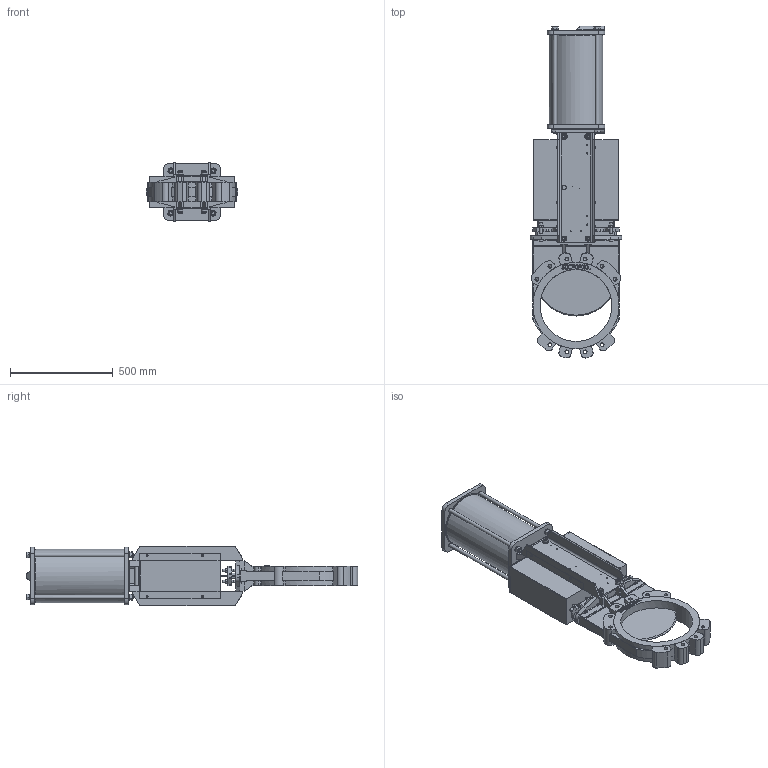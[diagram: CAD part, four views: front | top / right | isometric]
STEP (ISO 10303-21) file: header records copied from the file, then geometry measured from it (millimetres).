
FILE_DESCRIPTION(/* description */ (''),/* implementation_level */ '2;1');
FILE_NAME(/* name */ 'S170-172-176-178-VG-PN-DN350.stp',/* time_stamp */ '2015-01-06T14:57:27+01:00',/* author */ ('fballet'),/* organization */ (''),/* preprocessor_version */ 'ST-DEVELOPER v15.2',/* originating_system */ 'Autodesk Inventor 2014',/* authorisation */ '');
FILE_SCHEMA (('AUTOMOTIVE_DESIGN { 1 0 10303 214 3 1 1 }'));
Length unit declared in the file: millimetre
Products named in the file (1): S170-172-176-178-VG-PN-DN350
Bounding box: 445 x 1617.8 x 290 mm (x, y, z)
Volume: 67731872.2 mm3; surface area: 2710402.3 mm2
Topology: 21 solids, 21 shells, 1690 faces, 4339 edges, 2739 vertices
Faces by surface type: plane 791, cylinder 466, cone 311, bspline 78, torus 40, sphere 4
Full cylindrical faces by diameter (mm): 3.5 x4, 4.2 x12, 5 x8, 6 x4, 6.5 x8, 8.5 x8, 10.2 x8, 12 x24, 13 x8, 14 x4, 16 x8, 17 x2, 17.5 x20, 18 x20, 18.2 x8, 20 x9, 24 x14, 27.2 x8, 30 x2, 262 x1, 273 x2, 350 x1, 420 x2
Entity records: 50746 total; most frequent: CARTESIAN_POINT 12010, DIRECTION 7918, ORIENTED_EDGE 7786, EDGE_CURVE 3893, AXIS2_PLACEMENT_3D 3090, VERTEX_POINT 2572, EDGE_LOOP 2121, LINE 1738
